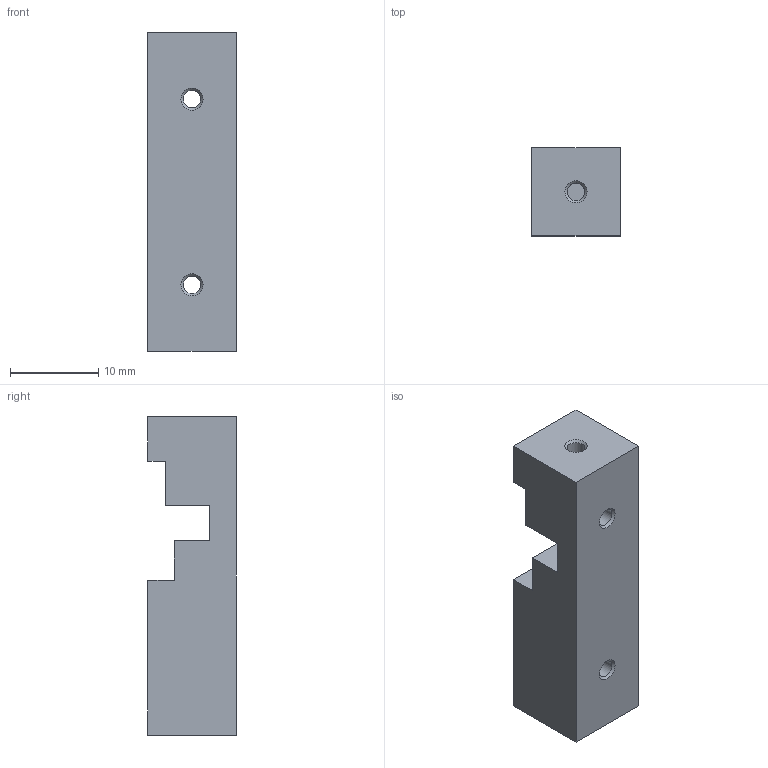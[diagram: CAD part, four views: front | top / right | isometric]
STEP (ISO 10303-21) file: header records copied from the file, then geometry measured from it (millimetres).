
FILE_DESCRIPTION(/* description */ (''),/* implementation_level */ '2;1');
FILE_NAME(/* name */ 'Aladdin_00287_05_v2.stp',/* time_stamp */ '2024-10-02T14:01:10+02:00',/* author */ (''),/* organization */ (''),/* preprocessor_version */ 'ST-DEVELOPER v19.4',/* originating_system */ 'SIEMENS PLM Software NX2306.9102',/* authorisation */ '');
FILE_SCHEMA (('AUTOMOTIVE_DESIGN { 1 0 10303 214 3 1 1 1 }'));
Length unit declared in the file: millimetre
Products named in the file (1): 00287_05_v2_objects
Bounding box: 10 x 10 x 36 mm (x, y, z)
Volume: 2974.6 mm3; surface area: 1861.2 mm2
Topology: 1 solids, 1 shells, 28 faces, 77 edges, 47 vertices
Faces by surface type: plane 14, cylinder 8, cone 6
Full cylindrical faces by diameter (mm): 2 x8
Entity records: 810 total; most frequent: DIRECTION 136, CARTESIAN_POINT 128, ORIENTED_EDGE 114, EDGE_CURVE 57, AXIS2_PLACEMENT_3D 50, EDGE_LOOP 48, VERTEX_POINT 42, FACE_BOUND 41
